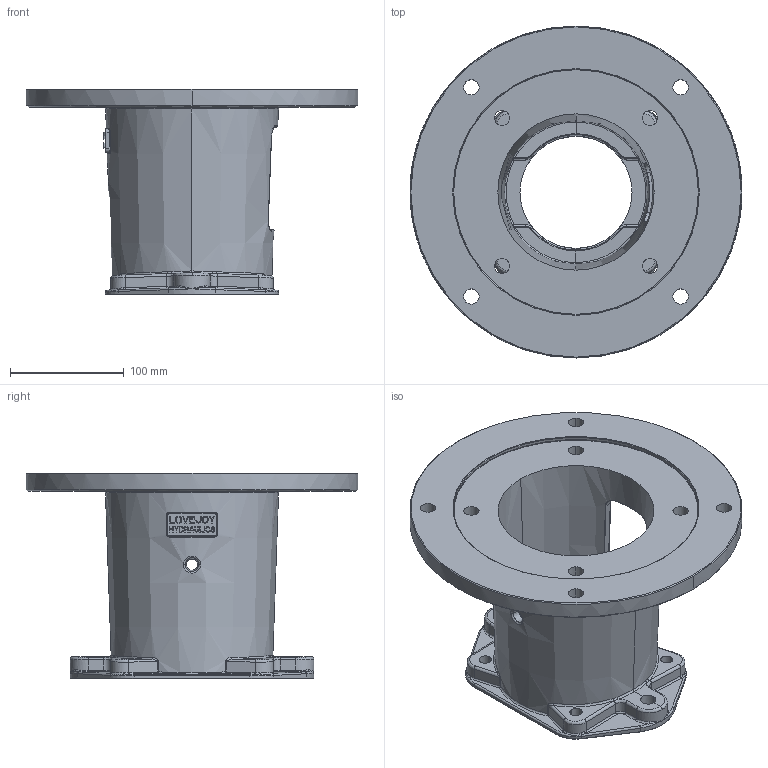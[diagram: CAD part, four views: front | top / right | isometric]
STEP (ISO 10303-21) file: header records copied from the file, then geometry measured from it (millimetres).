
FILE_DESCRIPTION((''),'2;1');
FILE_NAME('84527105237_ASM','2013-04-26T',('ppetruska'),(''),'PRO/ENGINEER BY PARAMETRIC TECHNOLOGY CORPORATION, 2012480','PRO/ENGINEER BY PARAMETRIC TECHNOLOGY CORPORATION, 2012480','');
FILE_SCHEMA(('CONFIG_CONTROL_DESIGN'));
Length unit declared in the file: inch
Products named in the file (3): 84527106043_AF4; 84527106051_AF3_ASM; 84527105237_ASM
Assembly tree (2 placements, depth 3):
  84527105237_ASM
    84527106051_AF3_ASM
      84527106043_AF4
Bounding box: 292.1 x 292.1 x 181.04 mm (x, y, z)
Volume: 1479428.6 mm3; surface area: 299518.8 mm2
Topology: 1 solids, 1 shells, 738 faces, 1907 edges, 1194 vertices
Faces by surface type: plane 442, bspline 129, cylinder 103, cone 34, torus 18, sphere 8, extrusion 4
Entity records: 29162 total; most frequent: CARTESIAN_POINT 11909, ORIENTED_EDGE 3814, DIRECTION 3158, EDGE_CURVE 1907, VECTOR 1322, LINE 1318, VERTEX_POINT 1194, AXIS2_PLACEMENT_3D 918
